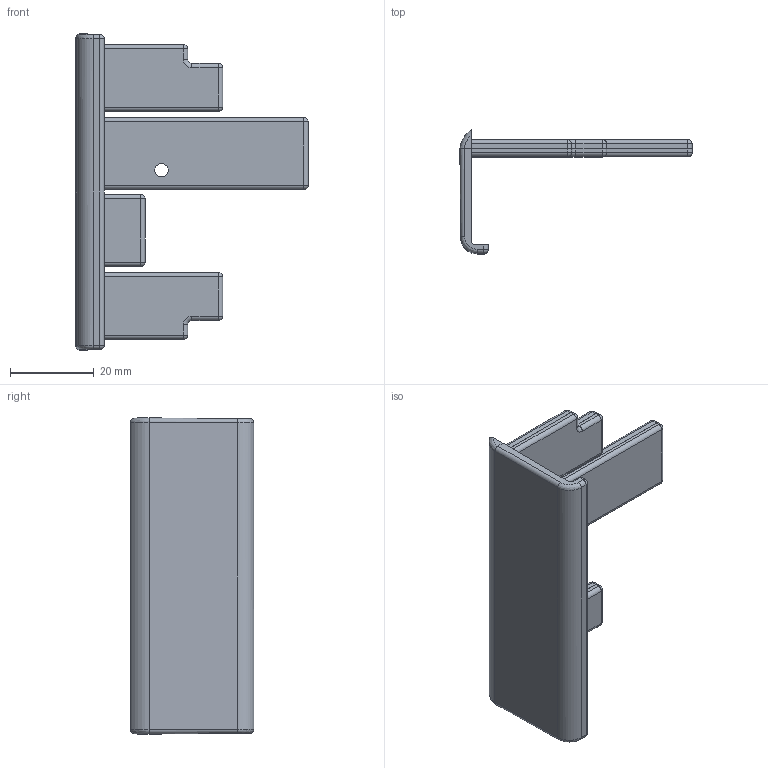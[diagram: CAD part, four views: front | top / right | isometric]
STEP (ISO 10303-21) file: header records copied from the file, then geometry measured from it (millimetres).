
FILE_DESCRIPTION(/* description */ (''),/* implementation_level */ '2;1');
FILE_NAME(/* name */ 'Wing.step',/* time_stamp */ '2021-10-06T17:07:33-07:00',/* author */ (''),/* organization */ (''),/* preprocessor_version */ 'ST-DEVELOPER v18.1',/* originating_system */ 'Autodesk Translation Framework v10.10.0.1391',/* authorisation */ '');
FILE_SCHEMA (('AUTOMOTIVE_DESIGN { 1 0 10303 214 3 1 1 }'));
Length unit declared in the file: millimetre
Products named in the file (1): Wing
Bounding box: 55.4 x 29.51 x 75.42 mm (x, y, z)
Volume: 10941.7 mm3; surface area: 11056.2 mm2
Topology: 1 solids, 1 shells, 237 faces, 618 edges, 373 vertices
Faces by surface type: plane 122, cylinder 56, cone 30, bspline 13, sphere 12, torus 4
Full cylindrical faces by diameter (mm): 3.2 x1
Entity records: 8049 total; most frequent: CARTESIAN_POINT 2298, ORIENTED_EDGE 1214, DIRECTION 1169, EDGE_CURVE 607, LINE 419, VECTOR 419, AXIS2_PLACEMENT_3D 375, VERTEX_POINT 373
